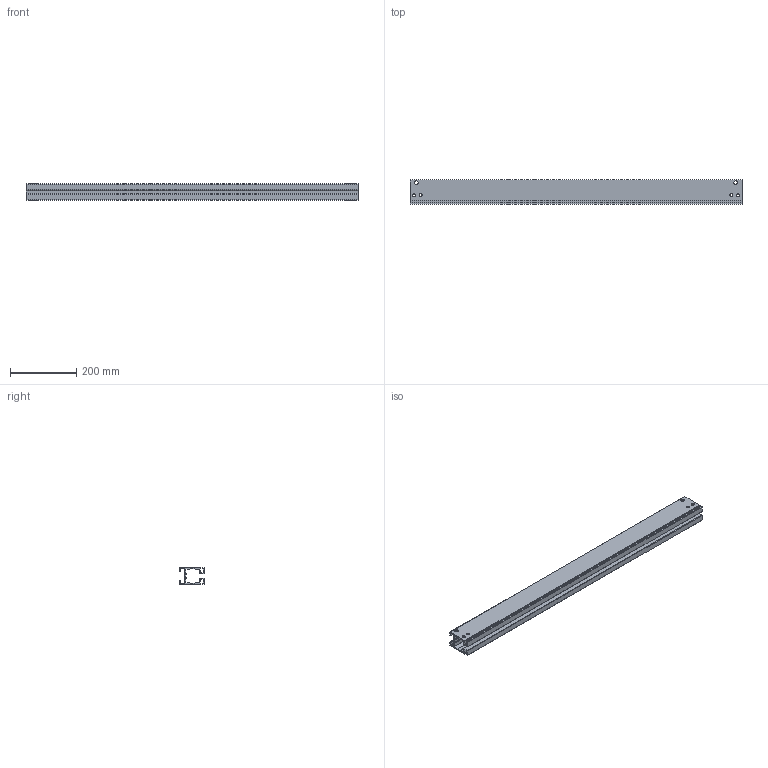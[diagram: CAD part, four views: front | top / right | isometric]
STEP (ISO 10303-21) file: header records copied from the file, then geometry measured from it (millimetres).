
FILE_DESCRIPTION(/* description */ ('ETA-3 ALUMINUM RAIL (85005340)'),/* implementation_level */ '2;1');
FILE_NAME(/* name */ '87003.stp',/* time_stamp */ '2020-12-18T14:41:33-05:00',/* author */ ('mnhhw'),/* organization */ (''),/* preprocessor_version */ 'ST-DEVELOPER v17',/* originating_system */ 'Autodesk Inventor 2019',/* authorisation */ '');
FILE_SCHEMA (('AUTOMOTIVE_DESIGN { 1 0 10303 214 3 1 1 }'));
Length unit declared in the file: inch
Products named in the file (1): 87003
Bounding box: 1000 x 75 x 50 mm (x, y, z)
Volume: 992362.5 mm3; surface area: 565240.6 mm2
Topology: 1 solids, 1 shells, 110 faces, 360 edges, 240 vertices
Faces by surface type: cylinder 56, plane 54
Full cylindrical faces by diameter (mm): 9 x8, 11.112 x4
Entity records: 4145 total; most frequent: CARTESIAN_POINT 783, ORIENTED_EDGE 720, DIRECTION 710, EDGE_CURVE 360, AXIS2_PLACEMENT_3D 247, VERTEX_POINT 240, LINE 216, VECTOR 216
